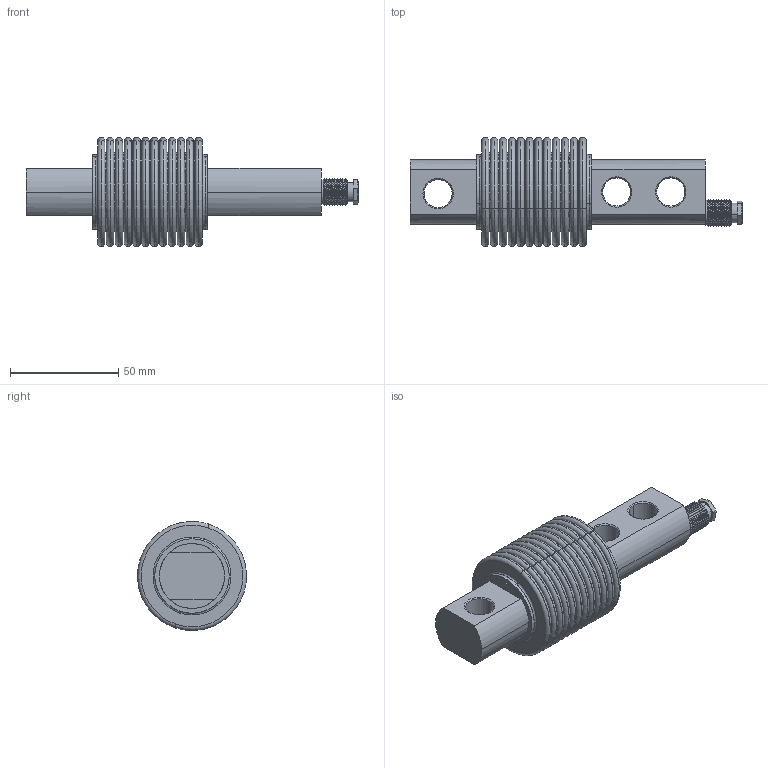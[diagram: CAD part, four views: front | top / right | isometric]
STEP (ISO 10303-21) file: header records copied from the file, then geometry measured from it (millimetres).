
FILE_DESCRIPTION(('STEP AP214'),'1');
FILE_NAME('FCAL 50-75-150-300 kg.stp','2018-01-12T11:08:37',(' '),(' '),'Spatial InterOp 3D',' ',' ');
FILE_SCHEMA(('AUTOMOTIVE_DESIGN { 1 0 10303 214 1 1 1 1 }'));
Length unit declared in the file: metre
Products named in the file (3): FCAL 50-75-150-300 kg; corpo; pressacavo ¼ GAS
Assembly tree (2 placements, depth 2):
  FCAL 50-75-150-300 kg
    corpo
    pressacavo ¼ GAS
Bounding box: 153.38 x 50.38 x 50.38 mm (x, y, z)
Volume: 86890.3 mm3; surface area: 75619.7 mm2
Topology: 2 solids, 3 shells, 440 faces, 896 edges, 474 vertices
Faces by surface type: torus 222, cone 156, plane 32, cylinder 30
Entity records: 15099 total; most frequent: DIRECTION 2434, CARTESIAN_POINT 1885, ORIENTED_EDGE 1792, AXIS2_PLACEMENT_3D 1119, EDGE_CURVE 896, CIRCLE 676, VERTEX_POINT 474, EDGE_LOOP 460
